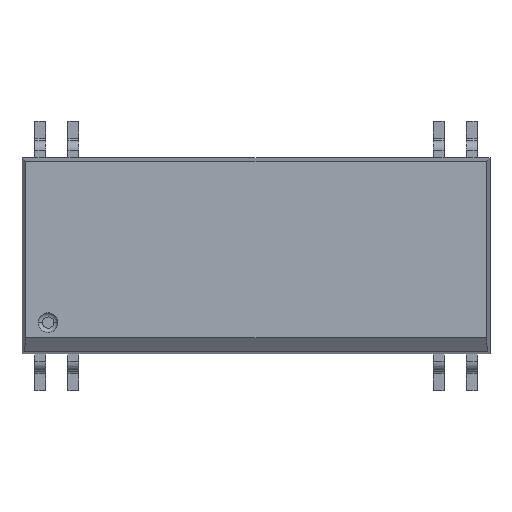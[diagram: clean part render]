
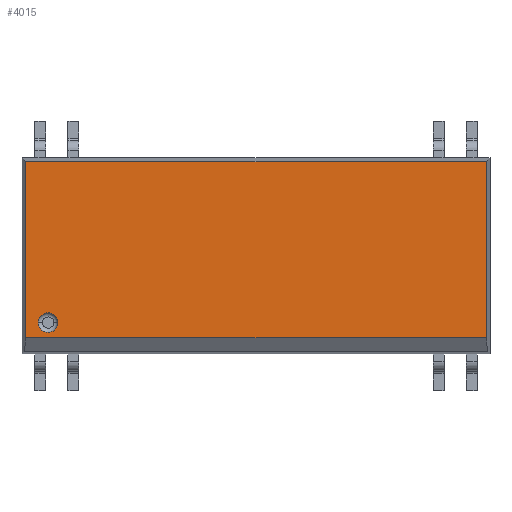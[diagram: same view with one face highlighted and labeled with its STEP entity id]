
A CAD part, top view. The second image highlights one B-rep face of the part: STEP entity #4015.
In plain terms, the highlighted planar face has unit normal (0, 0, 1).
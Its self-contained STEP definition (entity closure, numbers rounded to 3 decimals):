
#120 = EDGE_CURVE ( 'NONE', #1465, #2117, #2490, .T. ) ;
#211 = CARTESIAN_POINT ( 'NONE',  ( 0., 3.75, 2.65 ) ) ;
#331 = CARTESIAN_POINT ( 'NONE',  ( -8.325, -2.55, 2.65 ) ) ;
#378 = AXIS2_PLACEMENT_3D ( 'NONE', #2359, #3030, #977 ) ;
#551 = CARTESIAN_POINT ( 'NONE',  ( 0., 3.604, 2.65 ) ) ;
#571 = ORIENTED_EDGE ( 'NONE', *, *, #578, .F. ) ;
#578 = EDGE_CURVE ( 'NONE', #1601, #3766, #4088, .T. ) ;
#602 = CARTESIAN_POINT ( 'NONE',  ( 8.804, -3.134, 2.65 ) ) ;
#806 = DIRECTION ( 'NONE',  ( 1., 0., 0. ) ) ;
#859 = VECTOR ( 'NONE', #4003, 1000. ) ;
#977 = DIRECTION ( 'NONE',  ( 1., 0., 0. ) ) ;
#1007 = ORIENTED_EDGE ( 'NONE', *, *, #1075, .T. ) ;
#1075 = EDGE_CURVE ( 'NONE', #2117, #3604, #4252, .T. ) ;
#1356 = CARTESIAN_POINT ( 'NONE',  ( -8.804, -3.134, 2.65 ) ) ;
#1421 = VECTOR ( 'NONE', #3103, 1000. ) ;
#1427 = EDGE_CURVE ( 'NONE', #3766, #1601, #2614, .T. ) ;
#1465 = VERTEX_POINT ( 'NONE', #2527 ) ;
#1506 = FACE_BOUND ( 'NONE', #4261, .T. ) ;
#1601 = VERTEX_POINT ( 'NONE', #1634 ) ;
#1634 = CARTESIAN_POINT ( 'NONE',  ( -7.575, -2.55, 2.65 ) ) ;
#1674 = VERTEX_POINT ( 'NONE', #602 ) ;
#1684 = EDGE_CURVE ( 'NONE', #3604, #1674, #3264, .T. ) ;
#1794 = CARTESIAN_POINT ( 'NONE',  ( 8.804, 3.75, 2.65 ) ) ;
#1824 = CARTESIAN_POINT ( 'NONE',  ( -7.95, -2.55, 2.65 ) ) ;
#1866 = DIRECTION ( 'NONE',  ( 0., 0., 1. ) ) ;
#2117 = VERTEX_POINT ( 'NONE', #3107 ) ;
#2127 = EDGE_LOOP ( 'NONE', ( #4153, #1007, #3456, #3537 ) ) ;
#2335 = VECTOR ( 'NONE', #4342, 1000. ) ;
#2359 = CARTESIAN_POINT ( 'NONE',  ( -7.95, -2.55, 2.65 ) ) ;
#2490 = LINE ( 'NONE', #551, #2335 ) ;
#2508 = FACE_OUTER_BOUND ( 'NONE', #2127, .T. ) ;
#2527 = CARTESIAN_POINT ( 'NONE',  ( 8.804, 3.604, 2.65 ) ) ;
#2562 = VECTOR ( 'NONE', #2840, 1000. ) ;
#2614 = CIRCLE ( 'NONE', #2723, 0.375 ) ;
#2723 = AXIS2_PLACEMENT_3D ( 'NONE', #1824, #1866, #806 ) ;
#2781 = LINE ( 'NONE', #1794, #2562 ) ;
#2840 = DIRECTION ( 'NONE',  ( 0., 1., 0. ) ) ;
#2955 = CARTESIAN_POINT ( 'NONE',  ( -8.804, -3.134, 2.65 ) ) ;
#2961 = DIRECTION ( 'NONE',  ( 0., 0., -1. ) ) ;
#2996 = CARTESIAN_POINT ( 'NONE',  ( 8.95, -3.134, 2.65 ) ) ;
#3030 = DIRECTION ( 'NONE',  ( 0., 0., 1. ) ) ;
#3103 = DIRECTION ( 'NONE',  ( 0., -1., 0. ) ) ;
#3107 = CARTESIAN_POINT ( 'NONE',  ( -8.804, 3.604, 2.65 ) ) ;
#3264 = LINE ( 'NONE', #2996, #859 ) ;
#3456 = ORIENTED_EDGE ( 'NONE', *, *, #1684, .T. ) ;
#3537 = ORIENTED_EDGE ( 'NONE', *, *, #3782, .T. ) ;
#3595 = DIRECTION ( 'NONE',  ( -1., 0., 0. ) ) ;
#3604 = VERTEX_POINT ( 'NONE', #2955 ) ;
#3652 = PLANE ( 'NONE',  #3755 ) ;
#3755 = AXIS2_PLACEMENT_3D ( 'NONE', #211, #2961, #3595 ) ;
#3766 = VERTEX_POINT ( 'NONE', #331 ) ;
#3782 = EDGE_CURVE ( 'NONE', #1674, #1465, #2781, .T. ) ;
#4003 = DIRECTION ( 'NONE',  ( 1., 0., 0. ) ) ;
#4015 = ADVANCED_FACE ( 'NONE', ( #1506, #2508 ), #3652, .F. ) ;
#4088 = CIRCLE ( 'NONE', #378, 0.375 ) ;
#4153 = ORIENTED_EDGE ( 'NONE', *, *, #120, .T. ) ;
#4252 = LINE ( 'NONE', #1356, #1421 ) ;
#4261 = EDGE_LOOP ( 'NONE', ( #571, #4366 ) ) ;
#4342 = DIRECTION ( 'NONE',  ( -1., 0., 0. ) ) ;
#4366 = ORIENTED_EDGE ( 'NONE', *, *, #1427, .F. ) ;
